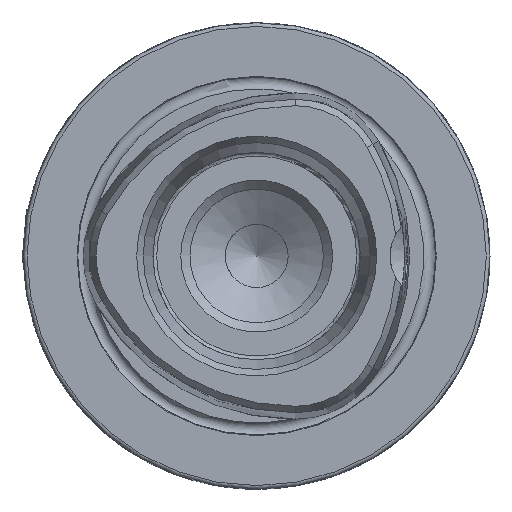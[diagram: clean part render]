
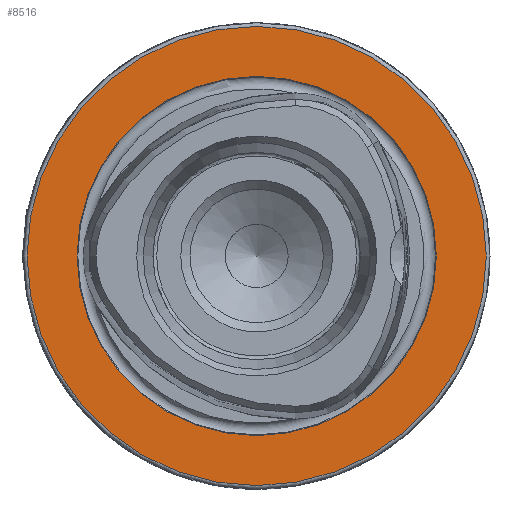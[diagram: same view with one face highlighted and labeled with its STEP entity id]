
A CAD part, left-side view. The second image highlights one B-rep face of the part: STEP entity #8516.
In plain terms, the highlighted planar face has unit normal (-1, 0, 0).
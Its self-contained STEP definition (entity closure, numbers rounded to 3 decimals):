
#18 = AXIS2_PLACEMENT_3D ( 'NONE', #4664, #10752, #9005 ) ;
#775 = CARTESIAN_POINT ( 'NONE',  ( 0., 0., 0. ) ) ;
#1352 = FACE_OUTER_BOUND ( 'NONE', #6252, .T. ) ;
#1453 = CIRCLE ( 'NONE', #2419, 31. ) ;
#2419 = AXIS2_PLACEMENT_3D ( 'NONE', #3322, #4195, #4045 ) ;
#2839 = EDGE_CURVE ( 'NONE', #9171, #9171, #1453, .T. ) ;
#2955 = PLANE ( 'NONE',  #18 ) ;
#3322 = CARTESIAN_POINT ( 'NONE',  ( 0., 0., 0. ) ) ;
#3365 = CARTESIAN_POINT ( 'NONE',  ( 0., 0., 31. ) ) ;
#3779 = VERTEX_POINT ( 'NONE', #11179 ) ;
#4045 = DIRECTION ( 'NONE',  ( 0., 0., 1. ) ) ;
#4195 = DIRECTION ( 'NONE',  ( -1., 0., 0. ) ) ;
#4533 = ORIENTED_EDGE ( 'NONE', *, *, #7117, .F. ) ;
#4664 = CARTESIAN_POINT ( 'NONE',  ( 0., 24.25, 0. ) ) ;
#6252 = EDGE_LOOP ( 'NONE', ( #7539 ) ) ;
#7117 = EDGE_CURVE ( 'NONE', #3779, #3779, #7882, .T. ) ;
#7539 = ORIENTED_EDGE ( 'NONE', *, *, #2839, .T. ) ;
#7882 = CIRCLE ( 'NONE', #10704, 24.25 ) ;
#7889 = DIRECTION ( 'NONE',  ( 0., 0., 1. ) ) ;
#8516 = ADVANCED_FACE ( 'NONE', ( #9839, #1352 ), #2955, .F. ) ;
#9005 = DIRECTION ( 'NONE',  ( 0., 0., -1. ) ) ;
#9171 = VERTEX_POINT ( 'NONE', #3365 ) ;
#9615 = DIRECTION ( 'NONE',  ( -1., 0., 0. ) ) ;
#9839 = FACE_BOUND ( 'NONE', #10197, .T. ) ;
#10197 = EDGE_LOOP ( 'NONE', ( #4533 ) ) ;
#10704 = AXIS2_PLACEMENT_3D ( 'NONE', #775, #9615, #7889 ) ;
#10752 = DIRECTION ( 'NONE',  ( 1., 0., 0. ) ) ;
#11179 = CARTESIAN_POINT ( 'NONE',  ( 0., 0., 24.25 ) ) ;
